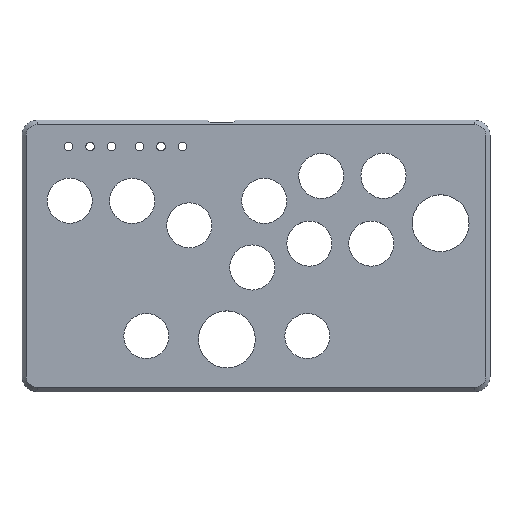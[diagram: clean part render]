
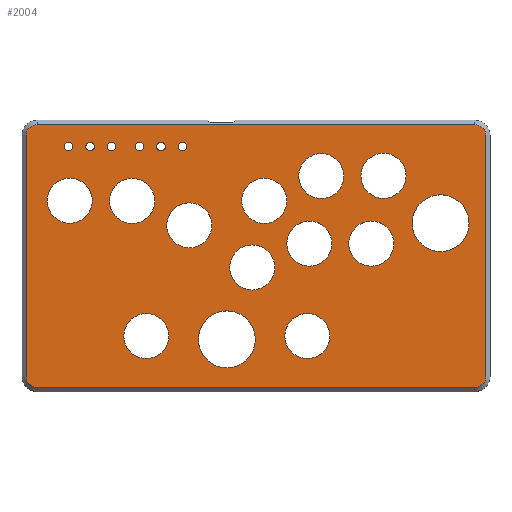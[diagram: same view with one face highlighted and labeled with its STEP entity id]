
A CAD part, top view. The second image highlights one B-rep face of the part: STEP entity #2004.
In plain terms, the highlighted planar face has unit normal (0, 0, 1).
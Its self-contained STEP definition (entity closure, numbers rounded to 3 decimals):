
#40=FACE_BOUND('',#361,.T.);
#41=FACE_BOUND('',#362,.T.);
#42=FACE_BOUND('',#363,.T.);
#43=FACE_BOUND('',#364,.T.);
#44=FACE_BOUND('',#365,.T.);
#45=FACE_BOUND('',#366,.T.);
#46=FACE_BOUND('',#367,.T.);
#47=FACE_BOUND('',#368,.T.);
#48=FACE_BOUND('',#369,.T.);
#49=FACE_BOUND('',#370,.T.);
#50=FACE_BOUND('',#371,.T.);
#51=FACE_BOUND('',#372,.T.);
#52=FACE_BOUND('',#373,.T.);
#53=FACE_BOUND('',#374,.T.);
#54=FACE_BOUND('',#375,.T.);
#55=FACE_BOUND('',#376,.T.);
#56=FACE_BOUND('',#377,.T.);
#57=FACE_BOUND('',#378,.T.);
#58=FACE_BOUND('',#379,.T.);
#86=PLANE('',#2201);
#214=FACE_OUTER_BOUND('',#360,.T.);
#360=EDGE_LOOP('',(#1589,#1590,#1591,#1592,#1593,#1594,#1595,#1596));
#361=EDGE_LOOP('',(#1597));
#362=EDGE_LOOP('',(#1598));
#363=EDGE_LOOP('',(#1599));
#364=EDGE_LOOP('',(#1600));
#365=EDGE_LOOP('',(#1601));
#366=EDGE_LOOP('',(#1602));
#367=EDGE_LOOP('',(#1603));
#368=EDGE_LOOP('',(#1604));
#369=EDGE_LOOP('',(#1605));
#370=EDGE_LOOP('',(#1606));
#371=EDGE_LOOP('',(#1607));
#372=EDGE_LOOP('',(#1608));
#373=EDGE_LOOP('',(#1609));
#374=EDGE_LOOP('',(#1610));
#375=EDGE_LOOP('',(#1611));
#376=EDGE_LOOP('',(#1612));
#377=EDGE_LOOP('',(#1613));
#378=EDGE_LOOP('',(#1614));
#379=EDGE_LOOP('',(#1615));
#550=LINE('',#3285,#711);
#551=LINE('',#3289,#712);
#552=LINE('',#3293,#713);
#553=LINE('',#3297,#714);
#711=VECTOR('',#2622,10.);
#712=VECTOR('',#2625,10.);
#713=VECTOR('',#2628,10.);
#714=VECTOR('',#2631,10.);
#859=CIRCLE('',#2202,5.);
#860=CIRCLE('',#2203,5.);
#861=CIRCLE('',#2204,5.);
#862=CIRCLE('',#2205,5.);
#863=CIRCLE('',#2206,10.5);
#864=CIRCLE('',#2207,13.25);
#865=CIRCLE('',#2208,10.5);
#866=CIRCLE('',#2209,10.5);
#867=CIRCLE('',#2210,10.5);
#868=CIRCLE('',#2211,10.5);
#869=CIRCLE('',#2212,13.25);
#870=CIRCLE('',#2213,10.5);
#871=CIRCLE('',#2214,10.5);
#872=CIRCLE('',#2215,10.5);
#873=CIRCLE('',#2216,10.5);
#874=CIRCLE('',#2217,10.5);
#875=CIRCLE('',#2218,10.5);
#876=CIRCLE('',#2219,2.);
#877=CIRCLE('',#2220,2.);
#878=CIRCLE('',#2221,2.);
#879=CIRCLE('',#2222,2.);
#880=CIRCLE('',#2223,2.);
#881=CIRCLE('',#2224,2.);
#1028=VERTEX_POINT('',#3283);
#1029=VERTEX_POINT('',#3284);
#1030=VERTEX_POINT('',#3286);
#1031=VERTEX_POINT('',#3288);
#1032=VERTEX_POINT('',#3290);
#1033=VERTEX_POINT('',#3292);
#1034=VERTEX_POINT('',#3294);
#1035=VERTEX_POINT('',#3296);
#1036=VERTEX_POINT('',#3299);
#1037=VERTEX_POINT('',#3301);
#1038=VERTEX_POINT('',#3303);
#1039=VERTEX_POINT('',#3305);
#1040=VERTEX_POINT('',#3307);
#1041=VERTEX_POINT('',#3309);
#1042=VERTEX_POINT('',#3311);
#1043=VERTEX_POINT('',#3313);
#1044=VERTEX_POINT('',#3315);
#1045=VERTEX_POINT('',#3317);
#1046=VERTEX_POINT('',#3319);
#1047=VERTEX_POINT('',#3321);
#1048=VERTEX_POINT('',#3323);
#1049=VERTEX_POINT('',#3325);
#1050=VERTEX_POINT('',#3327);
#1051=VERTEX_POINT('',#3329);
#1052=VERTEX_POINT('',#3331);
#1053=VERTEX_POINT('',#3333);
#1054=VERTEX_POINT('',#3335);
#1240=EDGE_CURVE('',#1028,#1029,#550,.T.);
#1241=EDGE_CURVE('',#1030,#1028,#859,.T.);
#1242=EDGE_CURVE('',#1031,#1030,#551,.T.);
#1243=EDGE_CURVE('',#1032,#1031,#860,.T.);
#1244=EDGE_CURVE('',#1033,#1032,#552,.T.);
#1245=EDGE_CURVE('',#1034,#1033,#861,.T.);
#1246=EDGE_CURVE('',#1035,#1034,#553,.T.);
#1247=EDGE_CURVE('',#1029,#1035,#862,.T.);
#1248=EDGE_CURVE('',#1036,#1036,#863,.T.);
#1249=EDGE_CURVE('',#1037,#1037,#864,.T.);
#1250=EDGE_CURVE('',#1038,#1038,#865,.T.);
#1251=EDGE_CURVE('',#1039,#1039,#866,.T.);
#1252=EDGE_CURVE('',#1040,#1040,#867,.T.);
#1253=EDGE_CURVE('',#1041,#1041,#868,.T.);
#1254=EDGE_CURVE('',#1042,#1042,#869,.T.);
#1255=EDGE_CURVE('',#1043,#1043,#870,.T.);
#1256=EDGE_CURVE('',#1044,#1044,#871,.T.);
#1257=EDGE_CURVE('',#1045,#1045,#872,.T.);
#1258=EDGE_CURVE('',#1046,#1046,#873,.T.);
#1259=EDGE_CURVE('',#1047,#1047,#874,.T.);
#1260=EDGE_CURVE('',#1048,#1048,#875,.T.);
#1261=EDGE_CURVE('',#1049,#1049,#876,.T.);
#1262=EDGE_CURVE('',#1050,#1050,#877,.T.);
#1263=EDGE_CURVE('',#1051,#1051,#878,.T.);
#1264=EDGE_CURVE('',#1052,#1052,#879,.T.);
#1265=EDGE_CURVE('',#1053,#1053,#880,.T.);
#1266=EDGE_CURVE('',#1054,#1054,#881,.T.);
#1589=ORIENTED_EDGE('',*,*,#1240,.F.);
#1590=ORIENTED_EDGE('',*,*,#1241,.F.);
#1591=ORIENTED_EDGE('',*,*,#1242,.F.);
#1592=ORIENTED_EDGE('',*,*,#1243,.F.);
#1593=ORIENTED_EDGE('',*,*,#1244,.F.);
#1594=ORIENTED_EDGE('',*,*,#1245,.F.);
#1595=ORIENTED_EDGE('',*,*,#1246,.F.);
#1596=ORIENTED_EDGE('',*,*,#1247,.F.);
#1597=ORIENTED_EDGE('',*,*,#1248,.T.);
#1598=ORIENTED_EDGE('',*,*,#1249,.T.);
#1599=ORIENTED_EDGE('',*,*,#1250,.T.);
#1600=ORIENTED_EDGE('',*,*,#1251,.T.);
#1601=ORIENTED_EDGE('',*,*,#1252,.T.);
#1602=ORIENTED_EDGE('',*,*,#1253,.T.);
#1603=ORIENTED_EDGE('',*,*,#1254,.T.);
#1604=ORIENTED_EDGE('',*,*,#1255,.T.);
#1605=ORIENTED_EDGE('',*,*,#1256,.T.);
#1606=ORIENTED_EDGE('',*,*,#1257,.T.);
#1607=ORIENTED_EDGE('',*,*,#1258,.T.);
#1608=ORIENTED_EDGE('',*,*,#1259,.T.);
#1609=ORIENTED_EDGE('',*,*,#1260,.T.);
#1610=ORIENTED_EDGE('',*,*,#1261,.T.);
#1611=ORIENTED_EDGE('',*,*,#1262,.T.);
#1612=ORIENTED_EDGE('',*,*,#1263,.T.);
#1613=ORIENTED_EDGE('',*,*,#1264,.T.);
#1614=ORIENTED_EDGE('',*,*,#1265,.T.);
#1615=ORIENTED_EDGE('',*,*,#1266,.T.);
#2004=ADVANCED_FACE('',(#214,#40,#41,#42,#43,#44,#45,#46,#47,#48,#49,#50,
#51,#52,#53,#54,#55,#56,#57,#58),#86,.T.);
#2201=AXIS2_PLACEMENT_3D('',#3282,#2620,#2621);
#2202=AXIS2_PLACEMENT_3D('',#3287,#2623,#2624);
#2203=AXIS2_PLACEMENT_3D('',#3291,#2626,#2627);
#2204=AXIS2_PLACEMENT_3D('',#3295,#2629,#2630);
#2205=AXIS2_PLACEMENT_3D('',#3298,#2632,#2633);
#2206=AXIS2_PLACEMENT_3D('',#3300,#2634,#2635);
#2207=AXIS2_PLACEMENT_3D('',#3302,#2636,#2637);
#2208=AXIS2_PLACEMENT_3D('',#3304,#2638,#2639);
#2209=AXIS2_PLACEMENT_3D('',#3306,#2640,#2641);
#2210=AXIS2_PLACEMENT_3D('',#3308,#2642,#2643);
#2211=AXIS2_PLACEMENT_3D('',#3310,#2644,#2645);
#2212=AXIS2_PLACEMENT_3D('',#3312,#2646,#2647);
#2213=AXIS2_PLACEMENT_3D('',#3314,#2648,#2649);
#2214=AXIS2_PLACEMENT_3D('',#3316,#2650,#2651);
#2215=AXIS2_PLACEMENT_3D('',#3318,#2652,#2653);
#2216=AXIS2_PLACEMENT_3D('',#3320,#2654,#2655);
#2217=AXIS2_PLACEMENT_3D('',#3322,#2656,#2657);
#2218=AXIS2_PLACEMENT_3D('',#3324,#2658,#2659);
#2219=AXIS2_PLACEMENT_3D('',#3326,#2660,#2661);
#2220=AXIS2_PLACEMENT_3D('',#3328,#2662,#2663);
#2221=AXIS2_PLACEMENT_3D('',#3330,#2664,#2665);
#2222=AXIS2_PLACEMENT_3D('',#3332,#2666,#2667);
#2223=AXIS2_PLACEMENT_3D('',#3334,#2668,#2669);
#2224=AXIS2_PLACEMENT_3D('',#3336,#2670,#2671);
#2620=DIRECTION('center_axis',(0.,0.,1.));
#2621=DIRECTION('ref_axis',(-1.,0.,0.));
#2622=DIRECTION('',(1.,0.,0.));
#2623=DIRECTION('center_axis',(0.,0.,-1.));
#2624=DIRECTION('ref_axis',(0.,1.,0.));
#2625=DIRECTION('',(0.,1.,0.));
#2626=DIRECTION('center_axis',(0.,0.,-1.));
#2627=DIRECTION('ref_axis',(-1.,0.,0.));
#2628=DIRECTION('',(-1.,0.,0.));
#2629=DIRECTION('center_axis',(0.,0.,-1.));
#2630=DIRECTION('ref_axis',(0.,-1.,0.));
#2631=DIRECTION('',(0.,-1.,0.));
#2632=DIRECTION('center_axis',(0.,0.,-1.));
#2633=DIRECTION('ref_axis',(1.,0.,0.));
#2634=DIRECTION('center_axis',(0.,0.,-1.));
#2635=DIRECTION('ref_axis',(-1.,0.,0.));
#2636=DIRECTION('center_axis',(0.,0.,-1.));
#2637=DIRECTION('ref_axis',(-1.,0.,0.));
#2638=DIRECTION('center_axis',(0.,0.,-1.));
#2639=DIRECTION('ref_axis',(-1.,0.,0.));
#2640=DIRECTION('center_axis',(0.,0.,-1.));
#2641=DIRECTION('ref_axis',(-1.,0.,0.));
#2642=DIRECTION('center_axis',(0.,0.,-1.));
#2643=DIRECTION('ref_axis',(-1.,0.,0.));
#2644=DIRECTION('center_axis',(0.,0.,-1.));
#2645=DIRECTION('ref_axis',(-1.,0.,0.));
#2646=DIRECTION('center_axis',(0.,0.,-1.));
#2647=DIRECTION('ref_axis',(-1.,0.,0.));
#2648=DIRECTION('center_axis',(0.,0.,-1.));
#2649=DIRECTION('ref_axis',(-1.,0.,0.));
#2650=DIRECTION('center_axis',(0.,0.,-1.));
#2651=DIRECTION('ref_axis',(-1.,0.,0.));
#2652=DIRECTION('center_axis',(0.,0.,-1.));
#2653=DIRECTION('ref_axis',(-1.,0.,0.));
#2654=DIRECTION('center_axis',(0.,0.,-1.));
#2655=DIRECTION('ref_axis',(-1.,0.,0.));
#2656=DIRECTION('center_axis',(0.,0.,-1.));
#2657=DIRECTION('ref_axis',(-1.,0.,0.));
#2658=DIRECTION('center_axis',(0.,0.,-1.));
#2659=DIRECTION('ref_axis',(-1.,0.,0.));
#2660=DIRECTION('center_axis',(0.,0.,-1.));
#2661=DIRECTION('ref_axis',(-1.,0.,0.));
#2662=DIRECTION('center_axis',(0.,0.,-1.));
#2663=DIRECTION('ref_axis',(-1.,0.,0.));
#2664=DIRECTION('center_axis',(0.,0.,-1.));
#2665=DIRECTION('ref_axis',(-1.,0.,0.));
#2666=DIRECTION('center_axis',(0.,0.,-1.));
#2667=DIRECTION('ref_axis',(-1.,0.,0.));
#2668=DIRECTION('center_axis',(0.,0.,-1.));
#2669=DIRECTION('ref_axis',(-1.,0.,0.));
#2670=DIRECTION('center_axis',(0.,0.,-1.));
#2671=DIRECTION('ref_axis',(-1.,0.,0.));
#3282=CARTESIAN_POINT('Origin',(0.,-3.05,7.6));
#3283=CARTESIAN_POINT('',(-102.,58.15,7.6));
#3284=CARTESIAN_POINT('',(102.,58.15,7.6));
#3285=CARTESIAN_POINT('',(51.,58.15,7.6));
#3286=CARTESIAN_POINT('',(-107.,53.15,7.6));
#3287=CARTESIAN_POINT('Origin',(-102.,53.15,7.6));
#3288=CARTESIAN_POINT('',(-107.,-59.25,7.6));
#3289=CARTESIAN_POINT('',(-107.,25.05,7.6));
#3290=CARTESIAN_POINT('',(-102.,-64.25,7.6));
#3291=CARTESIAN_POINT('Origin',(-102.,-59.25,7.6));
#3292=CARTESIAN_POINT('',(102.,-64.25,7.6));
#3293=CARTESIAN_POINT('',(-51.,-64.25,7.6));
#3294=CARTESIAN_POINT('',(107.,-59.25,7.6));
#3295=CARTESIAN_POINT('Origin',(102.,-59.25,7.6));
#3296=CARTESIAN_POINT('',(107.,53.15,7.6));
#3297=CARTESIAN_POINT('',(107.,-31.15,7.6));
#3298=CARTESIAN_POINT('Origin',(102.,53.15,7.6));
#3299=CARTESIAN_POINT('',(34.42,-40.37,7.6));
#3300=CARTESIAN_POINT('Origin',(23.92,-40.37,7.6));
#3301=CARTESIAN_POINT('',(99.26,12.21,7.6));
#3302=CARTESIAN_POINT('Origin',(86.01,12.21,7.6));
#3303=CARTESIAN_POINT('',(-20.58,11.23,7.6));
#3304=CARTESIAN_POINT('Origin',(-31.08,11.23,7.6));
#3305=CARTESIAN_POINT('',(-47.18,22.58,7.6));
#3306=CARTESIAN_POINT('Origin',(-57.68,22.58,7.6));
#3307=CARTESIAN_POINT('',(69.89,34.29,7.6));
#3308=CARTESIAN_POINT('Origin',(59.39,34.29,7.6));
#3309=CARTESIAN_POINT('',(8.75,-8.4,7.6));
#3310=CARTESIAN_POINT('Origin',(-1.75,-8.4,7.6));
#3311=CARTESIAN_POINT('',(-0.33,-41.87,7.6));
#3312=CARTESIAN_POINT('Origin',(-13.58,-41.87,7.6));
#3313=CARTESIAN_POINT('',(64.21,2.71,7.6));
#3314=CARTESIAN_POINT('Origin',(53.71,2.71,7.6));
#3315=CARTESIAN_POINT('',(14.36,22.64,7.6));
#3316=CARTESIAN_POINT('Origin',(3.86,22.64,7.6));
#3317=CARTESIAN_POINT('',(-76.275,22.7,7.6));
#3318=CARTESIAN_POINT('Origin',(-86.775,22.7,7.6));
#3319=CARTESIAN_POINT('',(40.92,34.17,7.6));
#3320=CARTESIAN_POINT('Origin',(30.42,34.17,7.6));
#3321=CARTESIAN_POINT('',(35.36,2.71,7.6));
#3322=CARTESIAN_POINT('Origin',(24.86,2.71,7.6));
#3323=CARTESIAN_POINT('',(-40.58,-40.37,7.6));
#3324=CARTESIAN_POINT('Origin',(-51.08,-40.37,7.6));
#3325=CARTESIAN_POINT('',(-65.25,47.9,7.6));
#3326=CARTESIAN_POINT('Origin',(-67.25,47.9,7.6));
#3327=CARTESIAN_POINT('',(-32.25,47.9,7.6));
#3328=CARTESIAN_POINT('Origin',(-34.25,47.9,7.6));
#3329=CARTESIAN_POINT('',(-75.25,47.9,7.6));
#3330=CARTESIAN_POINT('Origin',(-77.25,47.9,7.6));
#3331=CARTESIAN_POINT('',(-52.25,47.9,7.6));
#3332=CARTESIAN_POINT('Origin',(-54.25,47.9,7.6));
#3333=CARTESIAN_POINT('',(-42.25,47.9,7.6));
#3334=CARTESIAN_POINT('Origin',(-44.25,47.9,7.6));
#3335=CARTESIAN_POINT('',(-85.25,47.9,7.6));
#3336=CARTESIAN_POINT('Origin',(-87.25,47.9,7.6));
